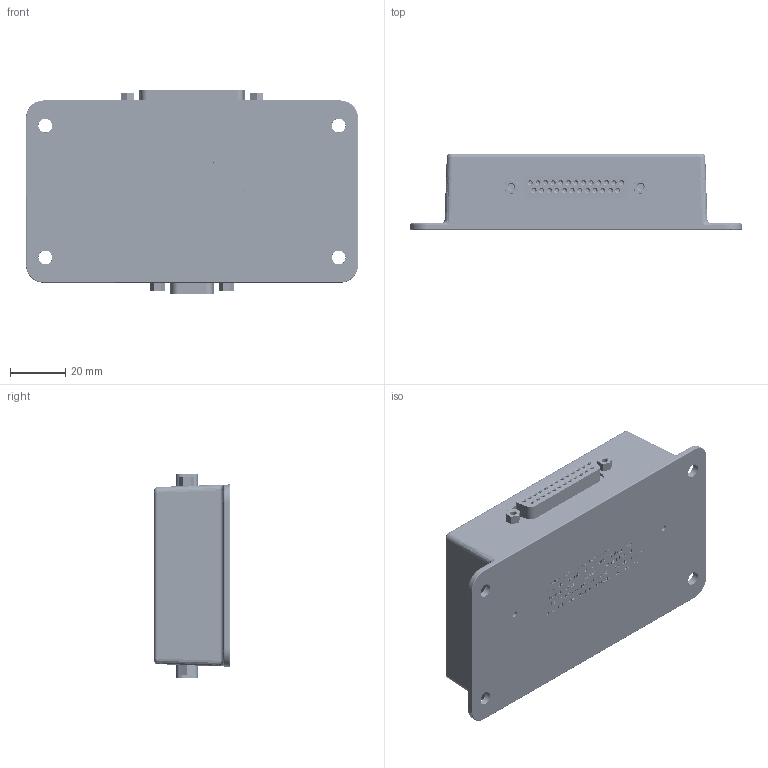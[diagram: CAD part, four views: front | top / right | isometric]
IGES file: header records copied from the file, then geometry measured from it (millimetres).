
Start section: SolidWorks IGES file using analytic representation for surfaces
Global section: file name: SV-ARINC-429_solid_model.IGS; native system: SolidWorks 2017; preprocessor: SolidWorks 2017; author: rott; date: 170531.144437; units: millimetre
Bounding box: 120.72 x 27.61 x 74.52 mm (x, y, z)
Surface area: 27395.9 mm2 (no closed solid volume)
Topology: 0 solids, 0 shells, 4408 faces, 45280 edges, 45274 vertices
Faces by surface type: bspline 4093, revolution 315
